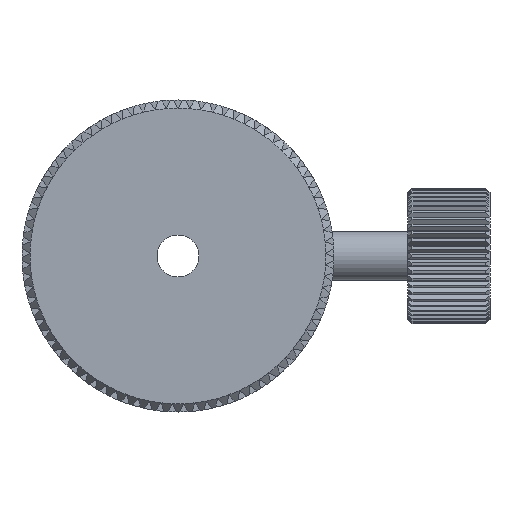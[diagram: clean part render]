
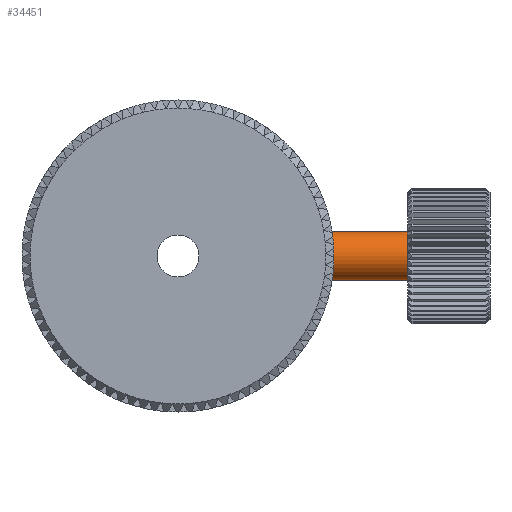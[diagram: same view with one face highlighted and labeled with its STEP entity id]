
A CAD part, front view. The second image highlights one B-rep face of the part: STEP entity #34451.
In plain terms, the highlighted cylindrical face has radius 3 mm (diameter 6 mm), a partial arc.
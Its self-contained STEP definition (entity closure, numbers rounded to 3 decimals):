
#25 = EDGE_CURVE ( 'NONE', #12487, #32476, #19688, .T. ) ;
#418 = CARTESIAN_POINT ( 'NONE',  ( 15., 6., -3. ) ) ;
#439 = LINE ( 'NONE', #28207, #19995 ) ;
#1145 = FACE_OUTER_BOUND ( 'NONE', #16797, .T. ) ;
#2479 = AXIS2_PLACEMENT_3D ( 'NONE', #12598, #31645, #26062 ) ;
#2515 = VERTEX_POINT ( 'NONE', #25352 ) ;
#3600 = DIRECTION ( 'NONE',  ( 1., 0., 0. ) ) ;
#7766 = CIRCLE ( 'NONE', #11720, 3. ) ;
#8073 = ORIENTED_EDGE ( 'NONE', *, *, #25, .T. ) ;
#8426 = DIRECTION ( 'NONE',  ( 1., 0., 0. ) ) ;
#10144 = VECTOR ( 'NONE', #24476, 1000. ) ;
#10314 = CARTESIAN_POINT ( 'NONE',  ( 12., 6., 0. ) ) ;
#11720 = AXIS2_PLACEMENT_3D ( 'NONE', #14756, #3600, #26012 ) ;
#12487 = VERTEX_POINT ( 'NONE', #418 ) ;
#12598 = CARTESIAN_POINT ( 'NONE',  ( 28., 6., 0. ) ) ;
#13116 = ORIENTED_EDGE ( 'NONE', *, *, #25300, .T. ) ;
#14608 = CYLINDRICAL_SURFACE ( 'NONE', #34379, 3. ) ;
#14756 = CARTESIAN_POINT ( 'NONE',  ( 15., 6., 0. ) ) ;
#16797 = EDGE_LOOP ( 'NONE', ( #32716, #29524, #8073, #13116 ) ) ;
#17315 = EDGE_CURVE ( 'NONE', #21821, #2515, #439, .T. ) ;
#18465 = CIRCLE ( 'NONE', #2479, 3. ) ;
#19310 = CARTESIAN_POINT ( 'NONE',  ( 12., 6., -3. ) ) ;
#19688 = LINE ( 'NONE', #19310, #10144 ) ;
#19995 = VECTOR ( 'NONE', #8426, 1000. ) ;
#21821 = VERTEX_POINT ( 'NONE', #32972 ) ;
#24476 = DIRECTION ( 'NONE',  ( 1., 0., 0. ) ) ;
#25300 = EDGE_CURVE ( 'NONE', #32476, #2515, #18465, .T. ) ;
#25352 = CARTESIAN_POINT ( 'NONE',  ( 28., 6., 3. ) ) ;
#26012 = DIRECTION ( 'NONE',  ( 0., 0., 1. ) ) ;
#26062 = DIRECTION ( 'NONE',  ( 0., 0., 1. ) ) ;
#26129 = CARTESIAN_POINT ( 'NONE',  ( 28., 6., -3. ) ) ;
#27112 = DIRECTION ( 'NONE',  ( 0., 0., -1. ) ) ;
#28207 = CARTESIAN_POINT ( 'NONE',  ( 12., 6., 3. ) ) ;
#29524 = ORIENTED_EDGE ( 'NONE', *, *, #32380, .T. ) ;
#31645 = DIRECTION ( 'NONE',  ( -1., 0., 0. ) ) ;
#32380 = EDGE_CURVE ( 'NONE', #21821, #12487, #7766, .T. ) ;
#32476 = VERTEX_POINT ( 'NONE', #26129 ) ;
#32510 = DIRECTION ( 'NONE',  ( 1., 0., 0. ) ) ;
#32716 = ORIENTED_EDGE ( 'NONE', *, *, #17315, .F. ) ;
#32972 = CARTESIAN_POINT ( 'NONE',  ( 15., 6., 3. ) ) ;
#34379 = AXIS2_PLACEMENT_3D ( 'NONE', #10314, #32510, #27112 ) ;
#34451 = ADVANCED_FACE ( 'NONE', ( #1145 ), #14608, .T. ) ;
